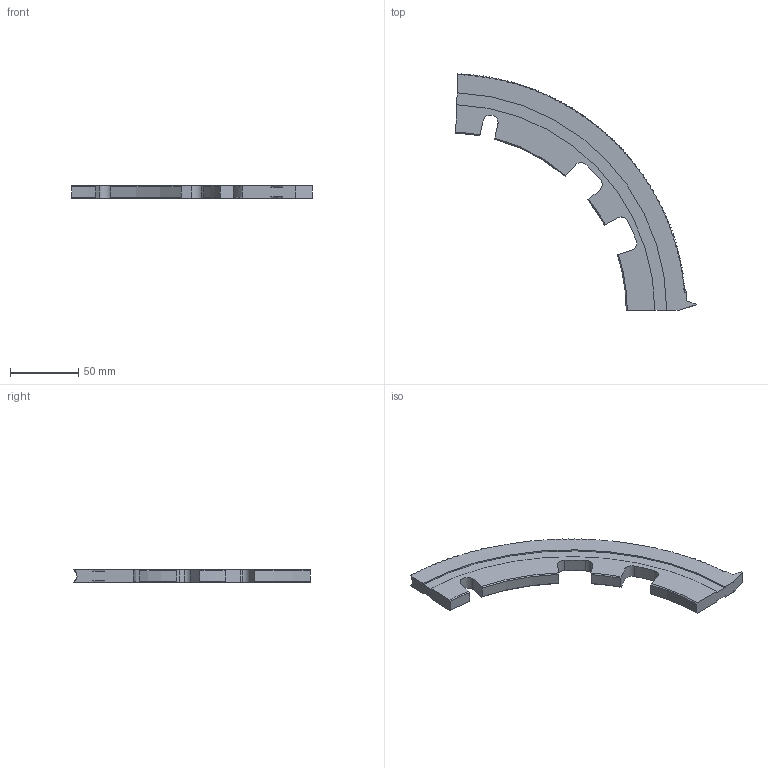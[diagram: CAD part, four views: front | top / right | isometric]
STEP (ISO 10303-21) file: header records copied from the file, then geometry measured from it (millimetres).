
FILE_DESCRIPTION (( 'STEP AP203' ), '1' );
FILE_NAME ('M5420-S.STEP', '2022-04-25T21:25:05', ( '' ), ( '' ), 'SwSTEP 2.0', 'SolidWorks 2020', '' );
FILE_SCHEMA (( 'CONFIG_CONTROL_DESIGN' ));
Length unit declared in the file: inch
Products named in the file (1): M5420-S
Bounding box: 176.94 x 173.92 x 9.49 mm (x, y, z)
Volume: 76780.4 mm3; surface area: 25344.3 mm2
Topology: 1 solids, 1 shells, 154 faces, 456 edges, 304 vertices
Faces by surface type: sphere 102, cylinder 22, plane 19, cone 8, torus 3
Entity records: 7003 total; most frequent: CARTESIAN_POINT 2792, ORIENTED_EDGE 912, DIRECTION 901, EDGE_CURVE 456, AXIS2_PLACEMENT_3D 413, VERTEX_POINT 304, CIRCLE 258, ADVANCED_FACE 154
